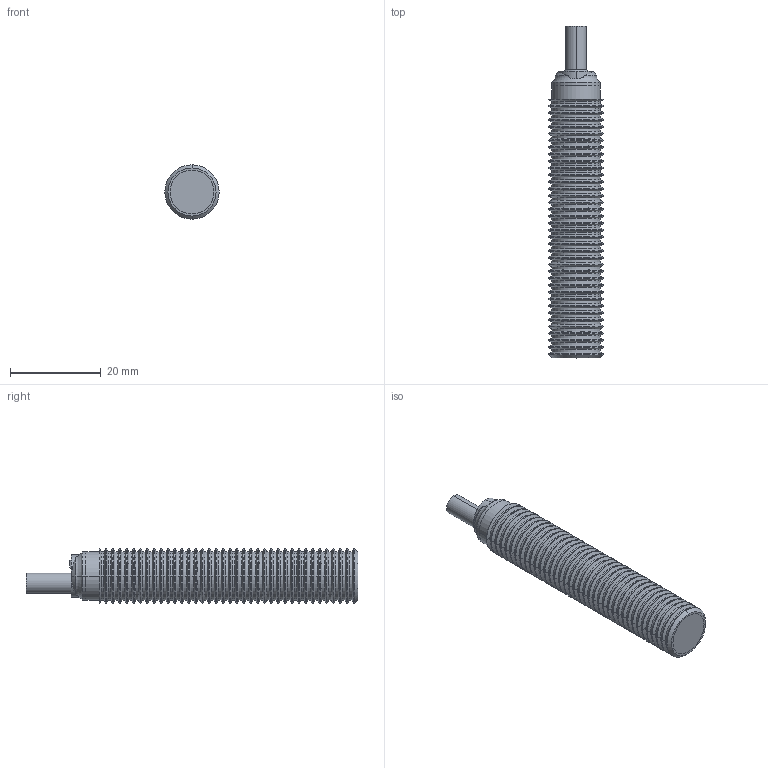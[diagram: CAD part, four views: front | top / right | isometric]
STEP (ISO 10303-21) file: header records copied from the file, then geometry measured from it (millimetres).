
FILE_DESCRIPTION(('STEP AP214'),'1');
FILE_NAME('cctmp_1282FB92-0A1C-451C-9211-4805714332F5_2022_07_28_14_33_09_0843..stp','2022-07-28T12:33:09',('Pepperl+Fuchs GmbH'),('CADClick - www.CADClick.com'),'Spatial InterOp 3D',' ','unknown authorization');
FILE_SCHEMA(('AUTOMOTIVE_DESIGN'));
Length unit declared in the file: millimetre
Products named in the file (6): cc_unnamed; NBB4-12GM60-E2_4; NBB4-12GM60-E2_3; NBB4-12GM60-E2_2; NBB4-12GM60-E2_1; NBB4-12GM60-E2
Assembly tree (5 placements, depth 2):
  cc_unnamed
    NBB4-12GM60-E2_4
    NBB4-12GM60-E2_3
    NBB4-12GM60-E2_2
    NBB4-12GM60-E2_1
    NBB4-12GM60-E2
Bounding box: 12 x 73.21 x 12 mm (x, y, z)
Volume: 6687.6 mm3; surface area: 4815.2 mm2
Topology: 5 solids, 5 shells, 351 faces, 706 edges, 368 vertices
Faces by surface type: cylinder 165, cone 161, plane 17, torus 6, bspline 2
Entity records: 12151 total; most frequent: CARTESIAN_POINT 1785, DIRECTION 1754, ORIENTED_EDGE 1408, AXIS2_PLACEMENT_3D 713, EDGE_CURVE 704, VERTEX_POINT 368, STYLED_ITEM 356, PRESENTATION_STYLE_ASSIGNMENT 356
